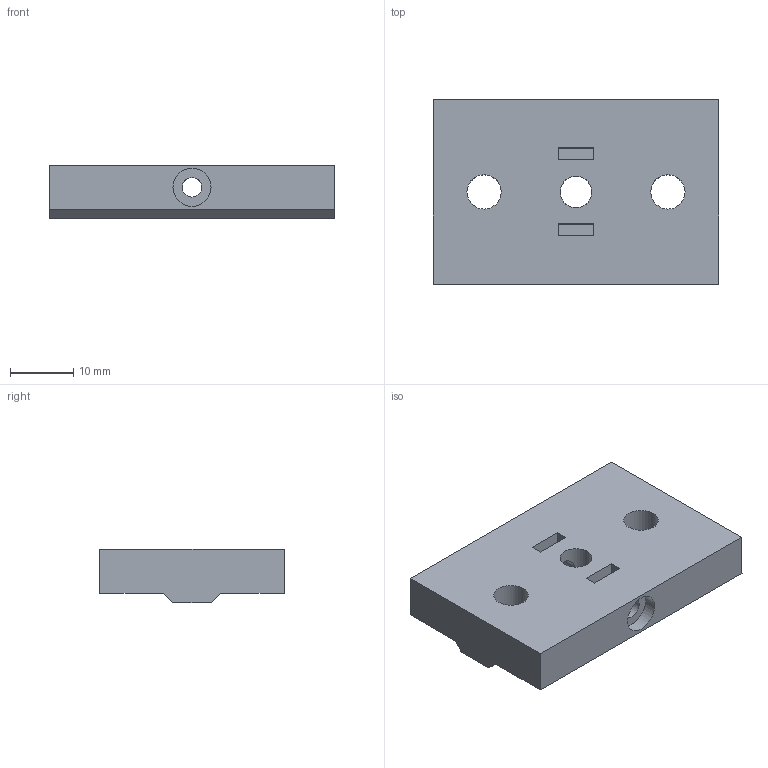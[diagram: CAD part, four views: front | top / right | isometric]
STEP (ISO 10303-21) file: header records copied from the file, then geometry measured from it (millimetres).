
FILE_DESCRIPTION(/* description */ (''),/* implementation_level */ '2;1');
FILE_NAME(/* name */ 'Barrel Mount Rotary Attachment_v10.step',/* time_stamp */ '2022-05-10T16:50:03+01:00',/* author */ (''),/* organization */ (''),/* preprocessor_version */ 'ST-DEVELOPER v18.1',/* originating_system */ 'Autodesk Translation Framework v10.14.0.1471',/* authorisation */ '');
FILE_SCHEMA (('AUTOMOTIVE_DESIGN { 1 0 10303 214 3 1 1 }'));
Length unit declared in the file: millimetre
Products named in the file (1): Barrel Mount Rotary Attachment
Bounding box: 45 x 29.08 x 8.49 mm (x, y, z)
Volume: 8735.8 mm3; surface area: 4395.3 mm2
Topology: 1 solids, 1 shells, 31 faces, 77 edges, 52 vertices
Faces by surface type: plane 22, cylinder 9
Full cylindrical faces by diameter (mm): 3.1 x4, 5 x1, 5.4 x2, 6 x2
Entity records: 1051 total; most frequent: CARTESIAN_POINT 229, ORIENTED_EDGE 154, DIRECTION 153, EDGE_CURVE 77, LINE 57, VECTOR 57, VERTEX_POINT 52, EDGE_LOOP 49
